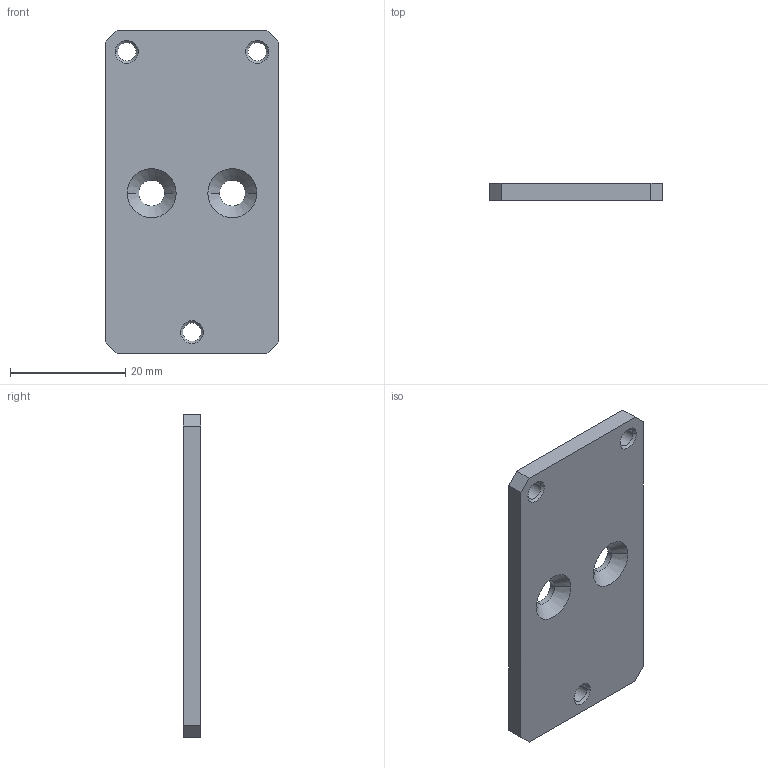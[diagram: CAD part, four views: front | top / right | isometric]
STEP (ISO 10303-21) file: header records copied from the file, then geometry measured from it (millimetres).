
FILE_DESCRIPTION((''),'2;1');
FILE_NAME('DB006719_RL10S_MLV41_ADAPTER','2011-08-18T',('jgeipel'),(''),'PRO/ENGINEER BY PARAMETRIC TECHNOLOGY CORPORATION, 2007250','PRO/ENGINEER BY PARAMETRIC TECHNOLOGY CORPORATION, 2007250','');
FILE_SCHEMA(('CONFIG_CONTROL_DESIGN'));
Length unit declared in the file: millimetre
Products named in the file (1): DB006719_RL10S_MLV41_ADAPTER
Bounding box: 30 x 3 x 56 mm (x, y, z)
Volume: 4769.7 mm3; surface area: 3873.8 mm2
Topology: 1 solids, 1 shells, 36 faces, 86 edges, 52 vertices
Faces by surface type: cone 16, plane 10, cylinder 10
Entity records: 1096 total; most frequent: DIRECTION 194, CARTESIAN_POINT 174, ORIENTED_EDGE 172, EDGE_CURVE 86, AXIS2_PLACEMENT_3D 72, VERTEX_POINT 52, VECTOR 50, LINE 50
